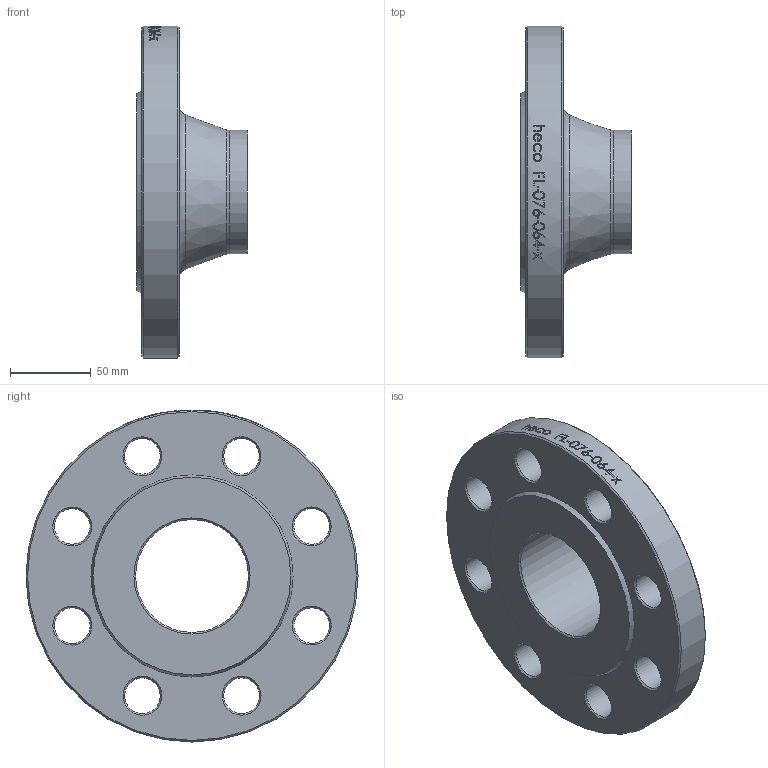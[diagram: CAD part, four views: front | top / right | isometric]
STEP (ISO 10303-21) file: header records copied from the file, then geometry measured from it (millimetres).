
FILE_DESCRIPTION (( 'STEP AP214' ), '1' );
FILE_NAME ('FL-076-064-x Vorschweissflansch EN1092 2102.STEP', '2021-02-17T08:50:15', ( '' ), ( '' ), 'SwSTEP 2.0', 'SolidWorks 2019', '' );
FILE_SCHEMA (( 'AUTOMOTIVE_DESIGN' ));
Length unit declared in the file: millimetre
Products named in the file (1): FL-076-064-x Vorschweissflansch EN1092 2102
Bounding box: 68 x 205 x 205 mm (x, y, z)
Volume: 698774 mm3; surface area: 102213.4 mm2
Topology: 1 solids, 1 shells, 61 faces, 242 edges, 207 vertices
Faces by surface type: cylinder 34, cone 21, plane 4, torus 2
Full cylindrical faces by diameter (mm): 22 x8, 69.7 x1, 76.1 x1, 205 x1
Entity records: 5476 total; most frequent: CARTESIAN_POINT 3422, ORIENTED_EDGE 390, DIRECTION 303, EDGE_CURVE 195, VERTEX_POINT 195, AXIS2_PLACEMENT_3D 139, EDGE_LOOP 138, B_SPLINE_CURVE_WITH_KNOTS 93
